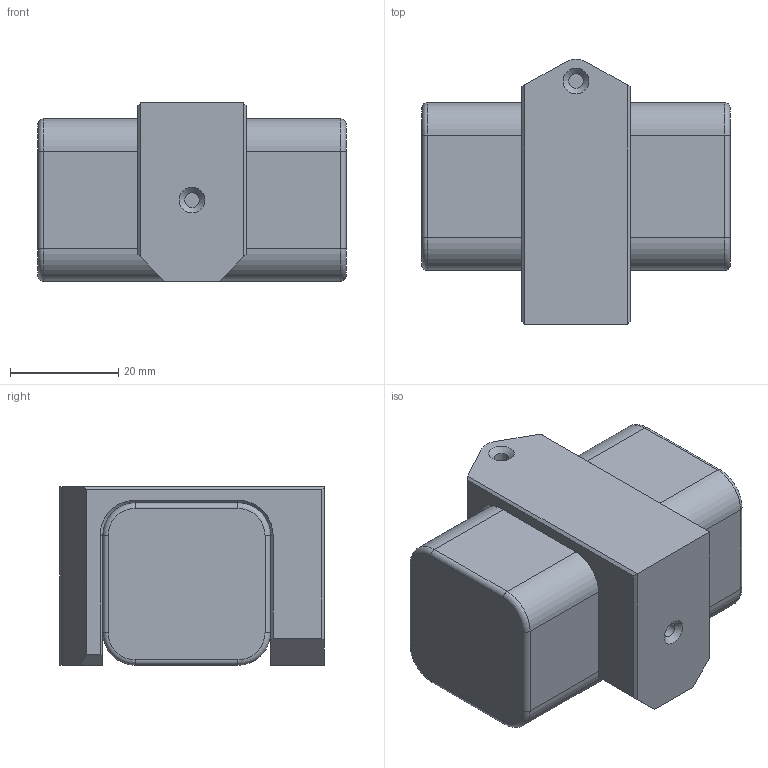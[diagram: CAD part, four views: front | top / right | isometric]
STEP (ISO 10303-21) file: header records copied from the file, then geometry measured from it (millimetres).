
FILE_DESCRIPTION(('FreeCAD Model'),'2;1');
FILE_NAME('BatteryBracket.step','2015-05-05T09:38:28',('FreeCAD'),('FreeCAD'), 'Open CASCADE STEP processor 6.5','FreeCAD','Unknown');
FILE_SCHEMA(('AUTOMOTIVE_DESIGN_CC2 { 1 2 10303 214 -1 1 5 4 }'));
Length unit declared in the file: millimetre
Products named in the file (2): BatteryFillet; BatteryBracketPrintingChamfer021-Final
Bounding box: 57 x 49 x 33 mm (x, y, z)
Volume: 63253 mm3; surface area: 13562 mm2
Topology: 2 solids, 2 shells, 72 faces, 162 edges, 98 vertices
Faces by surface type: plane 35, cylinder 21, torus 8, cone 8
Full cylindrical faces by diameter (mm): 2.75 x4
Entity records: 4439 total; most frequent: CARTESIAN_POINT 821, DIRECTION 614, LINE 352, VECTOR 352, ORIENTED_EDGE 324, PCURVE 324, DEFINITIONAL_REPRESENTATION 324, EDGE_CURVE 162
